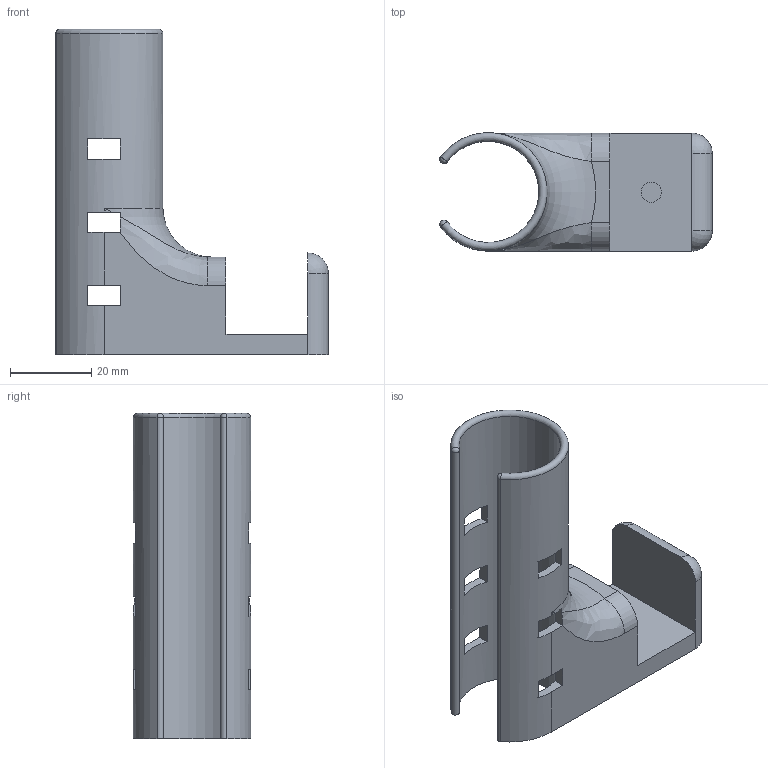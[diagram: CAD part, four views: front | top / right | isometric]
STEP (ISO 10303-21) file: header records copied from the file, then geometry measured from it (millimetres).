
FILE_DESCRIPTION(/* description */ (''),/* implementation_level */ '2;1');
FILE_NAME(/* name */ 'Rear Cable Mount.step',/* time_stamp */ '2020-06-08T21:00:44-05:00',/* author */ (''),/* organization */ (''),/* preprocessor_version */ 'ST-DEVELOPER v18.1',/* originating_system */ 'Autodesk Translation Framework v9.3.0.1241',/* authorisation */ '');
FILE_SCHEMA (('AUTOMOTIVE_DESIGN { 1 0 10303 214 3 1 1 }'));
Length unit declared in the file: millimetre
Products named in the file (1): Rear Cable Mount
Bounding box: 67.02 x 29 x 80 mm (x, y, z)
Volume: 30261.9 mm3; surface area: 16262.2 mm2
Topology: 1 solids, 1 shells, 56 faces, 161 edges, 103 vertices
Faces by surface type: plane 36, cylinder 11, sphere 4, bspline 3, torus 2
Full cylindrical faces by diameter (mm): 5 x1, 10 x1
Entity records: 2041 total; most frequent: CARTESIAN_POINT 512, ORIENTED_EDGE 318, DIRECTION 310, EDGE_CURVE 159, AXIS2_PLACEMENT_3D 111, VERTEX_POINT 103, LINE 88, VECTOR 88
